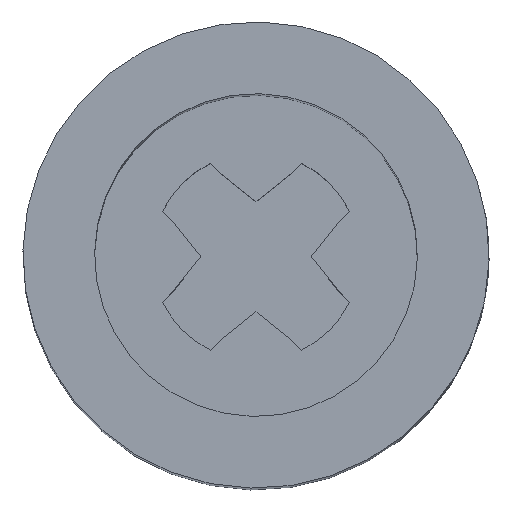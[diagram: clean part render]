
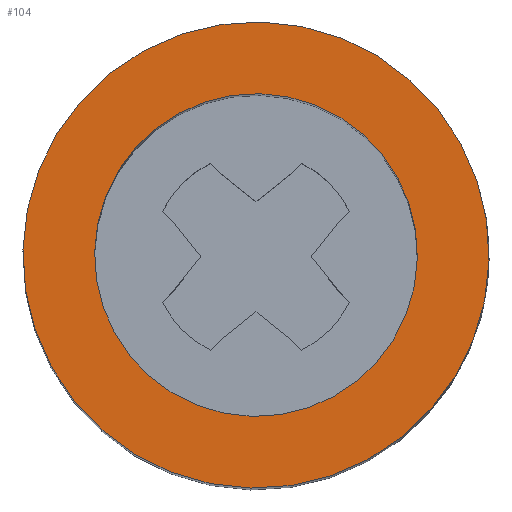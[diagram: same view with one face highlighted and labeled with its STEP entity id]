
A CAD part, top view. The second image highlights one B-rep face of the part: STEP entity #104.
In plain terms, the highlighted planar face has unit normal (0, 0, 1).
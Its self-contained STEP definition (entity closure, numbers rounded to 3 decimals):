
#39=AXIS2_PLACEMENT_3D('Circle Axis2P3D',#37,#38,$) ;
#75=AXIS2_PLACEMENT_3D('Plane Axis2P3D',#72,#73,#74) ;
#79=AXIS2_PLACEMENT_3D('Circle Axis2P3D',#77,#78,$) ;
#88=AXIS2_PLACEMENT_3D('Circle Axis2P3D',#86,#87,$) ;
#97=AXIS2_PLACEMENT_3D('Circle Axis2P3D',#95,#96,$) ;
#37=CARTESIAN_POINT('Axis2P3D Location',(3.25,3.25,24.2)) ;
#41=CARTESIAN_POINT('Vertex',(1.692,6.102,24.2)) ;
#43=CARTESIAN_POINT('Vertex',(4.808,0.398,24.2)) ;
#72=CARTESIAN_POINT('Axis2P3D Location',(3.25,6.5,24.2)) ;
#77=CARTESIAN_POINT('Axis2P3D Location',(3.25,3.25,24.2)) ;
#86=CARTESIAN_POINT('Axis2P3D Location',(3.25,3.25,24.2)) ;
#90=CARTESIAN_POINT('Vertex',(2.171,5.225,24.2)) ;
#92=CARTESIAN_POINT('Vertex',(4.329,1.275,24.2)) ;
#95=CARTESIAN_POINT('Axis2P3D Location',(3.25,3.25,24.2)) ;
#38=DIRECTION('Axis2P3D Direction',(0.,0.,1.)) ;
#73=DIRECTION('Axis2P3D Direction',(-0.,0.,1.)) ;
#74=DIRECTION('Axis2P3D XDirection',(1.,0.,0.)) ;
#78=DIRECTION('Axis2P3D Direction',(-0.,0.,1.)) ;
#87=DIRECTION('Axis2P3D Direction',(-0.,0.,1.)) ;
#96=DIRECTION('Axis2P3D Direction',(-0.,0.,1.)) ;
#83=ORIENTED_EDGE('',*,*,#81,.T.) ;
#84=ORIENTED_EDGE('',*,*,#45,.T.) ;
#101=ORIENTED_EDGE('',*,*,#94,.F.) ;
#102=ORIENTED_EDGE('',*,*,#99,.F.) ;
#103=FACE_BOUND('',#100,.T.) ;
#104=ADVANCED_FACE('Hauptkoerper',(#85,#103),#76,.T.) ;
#40=CIRCLE('generated circle',#39,3.25) ;
#80=CIRCLE('generated circle',#79,3.25) ;
#89=CIRCLE('generated circle',#88,2.25) ;
#98=CIRCLE('generated circle',#97,2.25) ;
#45=EDGE_CURVE('',#42,#44,#40,.T.) ;
#81=EDGE_CURVE('',#44,#42,#80,.T.) ;
#94=EDGE_CURVE('',#91,#93,#89,.T.) ;
#99=EDGE_CURVE('',#93,#91,#98,.T.) ;
#82=EDGE_LOOP('',(#83,#84)) ;
#100=EDGE_LOOP('',(#101,#102)) ;
#85=FACE_OUTER_BOUND('',#82,.T.) ;
#76=PLANE('',#75) ;
#42=VERTEX_POINT('',#41) ;
#44=VERTEX_POINT('',#43) ;
#91=VERTEX_POINT('',#90) ;
#93=VERTEX_POINT('',#92) ;
